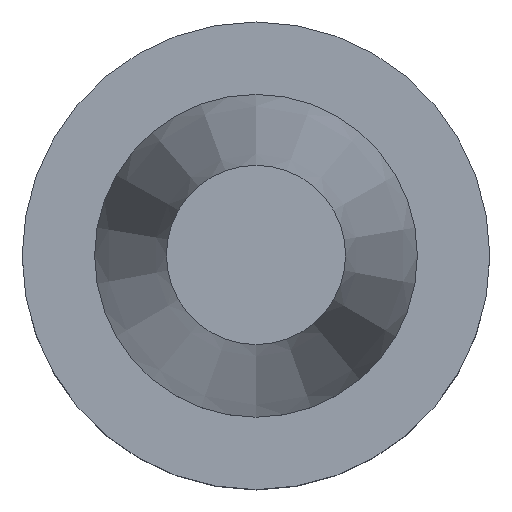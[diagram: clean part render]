
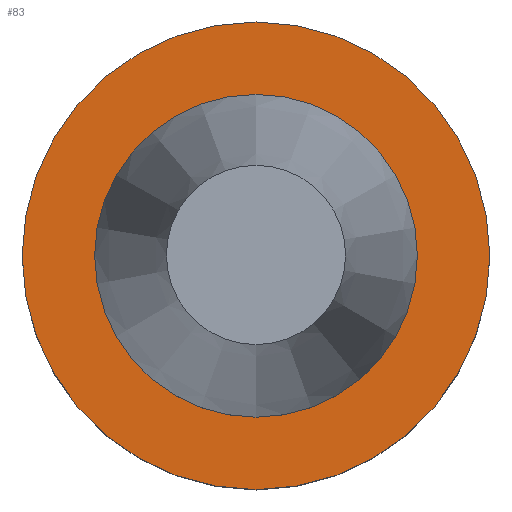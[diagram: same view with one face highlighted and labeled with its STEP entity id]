
A CAD part, top view. The second image highlights one B-rep face of the part: STEP entity #83.
In plain terms, the highlighted planar face has unit normal (0, 0, 1).
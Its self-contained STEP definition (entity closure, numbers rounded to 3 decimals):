
#83=ADVANCED_FACE('',(#115,#116),#117,.T.);
#115=FACE_OUTER_BOUND('',#164,.T.);
#116=FACE_BOUND('',#165,.T.);
#117=PLANE('',#166);
#164=EDGE_LOOP('',(#229));
#165=EDGE_LOOP('',(#230));
#166=AXIS2_PLACEMENT_3D('',#231,#232,#233);
#229=ORIENTED_EDGE('',*,*,#282,.F.);
#230=ORIENTED_EDGE('',*,*,#281,.T.);
#231=CARTESIAN_POINT('',(0.,19.438,-1.));
#232=DIRECTION('',(0.,0.,1.0));
#233=DIRECTION('',(0.,-1.0,0.));
#281=EDGE_CURVE('',#304,#304,#305,.T.);
#282=EDGE_CURVE('',#306,#306,#307,.T.);
#304=VERTEX_POINT('',#336);
#305=CIRCLE('',#337,15.875);
#306=VERTEX_POINT('',#338);
#307=CIRCLE('',#339,23.0);
#336=CARTESIAN_POINT('',(0.,15.875,-1.));
#337=AXIS2_PLACEMENT_3D('',#375,#376,#377);
#338=CARTESIAN_POINT('',(0.,23.0,-1.));
#339=AXIS2_PLACEMENT_3D('',#378,#379,#380);
#375=CARTESIAN_POINT('',(0.,0.,-1.0));
#376=DIRECTION('',(0.,0.,-1.0));
#377=DIRECTION('',(0.,1.0,0.));
#378=CARTESIAN_POINT('',(0.,0.,-1.0));
#379=DIRECTION('',(0.,0.,-1.0));
#380=DIRECTION('',(0.,1.0,0.));
